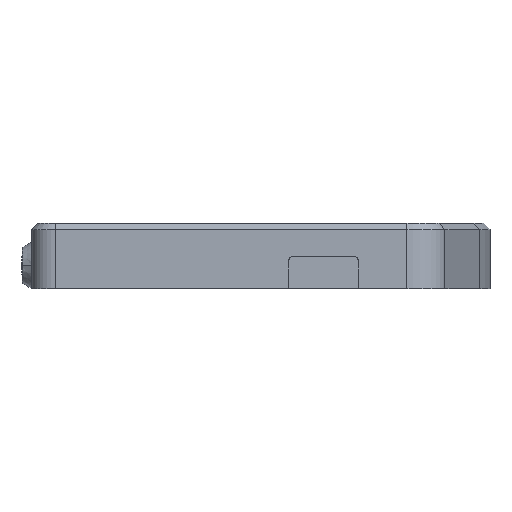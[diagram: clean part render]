
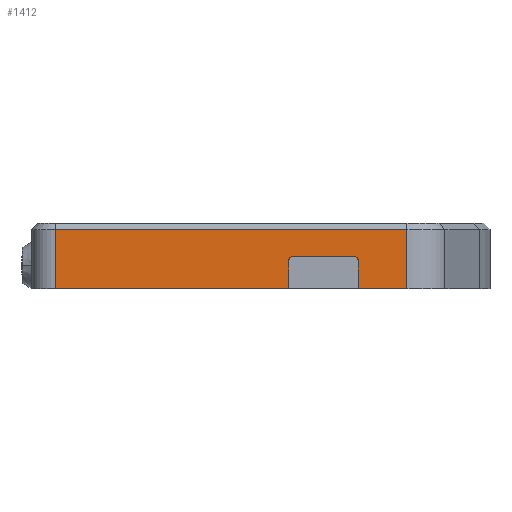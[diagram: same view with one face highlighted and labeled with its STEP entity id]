
A CAD part, left-side view. The second image highlights one B-rep face of the part: STEP entity #1412.
In plain terms, the highlighted planar face has unit normal (-1, 0, 0).
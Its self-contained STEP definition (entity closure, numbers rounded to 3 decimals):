
#113 = DIRECTION ( 'NONE',  ( 0., 1., 0. ) ) ;
#230 = DIRECTION ( 'NONE',  ( 0., -1., 0. ) ) ;
#271 = VECTOR ( 'NONE', #4615, 1000. ) ;
#311 = LINE ( 'NONE', #1964, #271 ) ;
#326 = EDGE_CURVE ( 'NONE', #426, #4018, #2788, .T. ) ;
#426 = VERTEX_POINT ( 'NONE', #5105 ) ;
#550 = VERTEX_POINT ( 'NONE', #4033 ) ;
#568 = CIRCLE ( 'NONE', #5043, 0.5 ) ;
#600 = LINE ( 'NONE', #653, #1926 ) ;
#653 = CARTESIAN_POINT ( 'NONE',  ( -70.414, -1.15, 6.35 ) ) ;
#707 = CARTESIAN_POINT ( 'NONE',  ( -70.414, -33.729, 0. ) ) ;
#805 = EDGE_CURVE ( 'NONE', #3202, #3735, #4290, .T. ) ;
#862 = VERTEX_POINT ( 'NONE', #3380 ) ;
#932 = ORIENTED_EDGE ( 'NONE', *, *, #1881, .T. ) ;
#940 = CARTESIAN_POINT ( 'NONE',  ( -70.414, 0., 3.483 ) ) ;
#1054 = CARTESIAN_POINT ( 'NONE',  ( -70.414, -33.229, 3.483 ) ) ;
#1098 = LINE ( 'NONE', #2791, #3842 ) ;
#1178 = VECTOR ( 'NONE', #3805, 1000. ) ;
#1245 = LINE ( 'NONE', #2117, #5553 ) ;
#1362 = DIRECTION ( 'NONE',  ( 0., -1., 0. ) ) ;
#1381 = DIRECTION ( 'NONE',  ( 1., 0., 0. ) ) ;
#1387 = VECTOR ( 'NONE', #1362, 1000. ) ;
#1412 = ADVANCED_FACE ( 'NONE', ( #1876 ), #5283, .F. ) ;
#1505 = ORIENTED_EDGE ( 'NONE', *, *, #805, .T. ) ;
#1547 = EDGE_CURVE ( 'NONE', #3426, #3202, #311, .T. ) ;
#1579 = DIRECTION ( 'NONE',  ( 0., -1., 0. ) ) ;
#1655 = ORIENTED_EDGE ( 'NONE', *, *, #3134, .T. ) ;
#1684 = CARTESIAN_POINT ( 'NONE',  ( -70.414, -1.15, 6. ) ) ;
#1842 = ORIENTED_EDGE ( 'NONE', *, *, #3697, .T. ) ;
#1848 = ORIENTED_EDGE ( 'NONE', *, *, #3195, .F. ) ;
#1876 = FACE_OUTER_BOUND ( 'NONE', #5124, .T. ) ;
#1877 = CARTESIAN_POINT ( 'NONE',  ( -70.414, -26.769, 2.983 ) ) ;
#1881 = EDGE_CURVE ( 'NONE', #4018, #550, #1245, .T. ) ;
#1883 = ORIENTED_EDGE ( 'NONE', *, *, #4339, .T. ) ;
#1926 = VECTOR ( 'NONE', #1934, 1000. ) ;
#1934 = DIRECTION ( 'NONE',  ( 0., 1., 0. ) ) ;
#1964 = CARTESIAN_POINT ( 'NONE',  ( -70.414, -33.729, 0. ) ) ;
#2005 = AXIS2_PLACEMENT_3D ( 'NONE', #2703, #1381, #113 ) ;
#2023 = DIRECTION ( 'NONE',  ( 0., -1., 0. ) ) ;
#2049 = ORIENTED_EDGE ( 'NONE', *, *, #1547, .T. ) ;
#2117 = CARTESIAN_POINT ( 'NONE',  ( -70.414, -26.269, 0. ) ) ;
#2429 = ORIENTED_EDGE ( 'NONE', *, *, #326, .T. ) ;
#2510 = ORIENTED_EDGE ( 'NONE', *, *, #3204, .F. ) ;
#2703 = CARTESIAN_POINT ( 'NONE',  ( -70.414, -1.15, 6. ) ) ;
#2767 = DIRECTION ( 'NONE',  ( -1., 0., 0. ) ) ;
#2788 = LINE ( 'NONE', #3758, #5278 ) ;
#2791 = CARTESIAN_POINT ( 'NONE',  ( -70.414, -38.964, 6. ) ) ;
#2923 = LINE ( 'NONE', #1684, #4578 ) ;
#2928 = AXIS2_PLACEMENT_3D ( 'NONE', #1877, #5366, #2023 ) ;
#2949 = CARTESIAN_POINT ( 'NONE',  ( -70.414, -38.964, 0. ) ) ;
#3054 = LINE ( 'NONE', #940, #1387 ) ;
#3094 = EDGE_CURVE ( 'NONE', #5373, #550, #3658, .T. ) ;
#3096 = CARTESIAN_POINT ( 'NONE',  ( -70.414, -33.729, 2.983 ) ) ;
#3134 = EDGE_CURVE ( 'NONE', #862, #4864, #600, .T. ) ;
#3195 = EDGE_CURVE ( 'NONE', #3426, #4478, #568, .T. ) ;
#3202 = VERTEX_POINT ( 'NONE', #707 ) ;
#3204 = EDGE_CURVE ( 'NONE', #862, #3735, #1098, .T. ) ;
#3235 = CARTESIAN_POINT ( 'NONE',  ( -70.414, -26.269, 0. ) ) ;
#3303 = CARTESIAN_POINT ( 'NONE',  ( -70.414, -33.229, 2.983 ) ) ;
#3380 = CARTESIAN_POINT ( 'NONE',  ( -70.414, -38.964, 6.35 ) ) ;
#3426 = VERTEX_POINT ( 'NONE', #3096 ) ;
#3658 = CIRCLE ( 'NONE', #2928, 0.5 ) ;
#3697 = EDGE_CURVE ( 'NONE', #4864, #426, #2923, .T. ) ;
#3724 = CARTESIAN_POINT ( 'NONE',  ( -70.414, -1.15, 6.35 ) ) ;
#3735 = VERTEX_POINT ( 'NONE', #2949 ) ;
#3744 = DIRECTION ( 'NONE',  ( 0., 0., 1. ) ) ;
#3758 = CARTESIAN_POINT ( 'NONE',  ( -70.414, -1.15, 0. ) ) ;
#3805 = DIRECTION ( 'NONE',  ( 0., -1., 0. ) ) ;
#3842 = VECTOR ( 'NONE', #4154, 1000. ) ;
#3866 = DIRECTION ( 'NONE',  ( 0., 0., -1. ) ) ;
#4018 = VERTEX_POINT ( 'NONE', #3235 ) ;
#4033 = CARTESIAN_POINT ( 'NONE',  ( -70.414, -26.269, 2.983 ) ) ;
#4154 = DIRECTION ( 'NONE',  ( 0., 0., -1. ) ) ;
#4290 = LINE ( 'NONE', #5215, #1178 ) ;
#4339 = EDGE_CURVE ( 'NONE', #5373, #4478, #3054, .T. ) ;
#4478 = VERTEX_POINT ( 'NONE', #1054 ) ;
#4578 = VECTOR ( 'NONE', #3866, 1000. ) ;
#4615 = DIRECTION ( 'NONE',  ( 0., 0., -1. ) ) ;
#4864 = VERTEX_POINT ( 'NONE', #3724 ) ;
#5043 = AXIS2_PLACEMENT_3D ( 'NONE', #3303, #2767, #230 ) ;
#5067 = ORIENTED_EDGE ( 'NONE', *, *, #3094, .F. ) ;
#5097 = CARTESIAN_POINT ( 'NONE',  ( -70.414, -26.769, 3.483 ) ) ;
#5105 = CARTESIAN_POINT ( 'NONE',  ( -70.414, -1.15, 0. ) ) ;
#5124 = EDGE_LOOP ( 'NONE', ( #2049, #1505, #2510, #1655, #1842, #2429, #932, #5067, #1883, #1848 ) ) ;
#5215 = CARTESIAN_POINT ( 'NONE',  ( -70.414, -1.15, 0. ) ) ;
#5278 = VECTOR ( 'NONE', #1579, 1000. ) ;
#5283 = PLANE ( 'NONE',  #2005 ) ;
#5366 = DIRECTION ( 'NONE',  ( -1., 0., 0. ) ) ;
#5373 = VERTEX_POINT ( 'NONE', #5097 ) ;
#5553 = VECTOR ( 'NONE', #3744, 1000. ) ;
